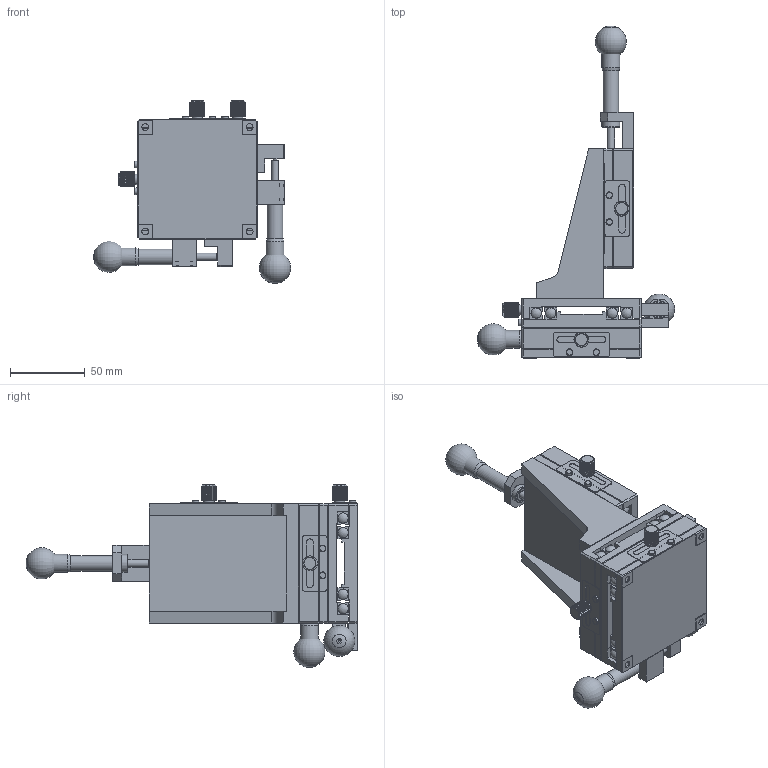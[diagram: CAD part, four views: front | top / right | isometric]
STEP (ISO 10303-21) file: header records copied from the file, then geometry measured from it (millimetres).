
FILE_DESCRIPTION (( 'STEP AP203' ), '1' );
FILE_NAME ('528899.STEP', '2024-11-13T02:37:43', ( 'Windows User' ), ( 'P R C' ), 'SwSTEP 2.0', 'SolidWorks 2020', '' );
FILE_SCHEMA (( 'CONFIG_CONTROL_DESIGN' ));
Products named in the file (1): 528899
Bounding box: 132.2 x 222.51 x 122.56 mm (x, y, z)
Volume: 457540.2 mm3; surface area: 167960.7 mm2
Topology: 13 solids, 13 shells, 6875 faces, 14678 edges, 7859 vertices
Faces by surface type: bspline 4321, cylinder 1437, plane 744, cone 340, sphere 26, torus 7
Full cylindrical faces by diameter (mm): 3 x3, 3.242 x36, 3.3 x4, 4.5 x22, 5 x7, 5.5 x10, 5.8 x4, 5.9 x6, 7 x27, 8 x16, 9 x3, 9.5 x3, 10.4 x3, 12 x3, 12.034 x3, 13.835 x3
Entity records: 256446 total; most frequent: CARTESIAN_POINT 160461, ORIENTED_EDGE 28540, EDGE_CURVE 14270, DIRECTION 9222, VERTEX_POINT 7708, EDGE_LOOP 7258, FACE_OUTER_BOUND 7032, ADVANCED_FACE 6875
